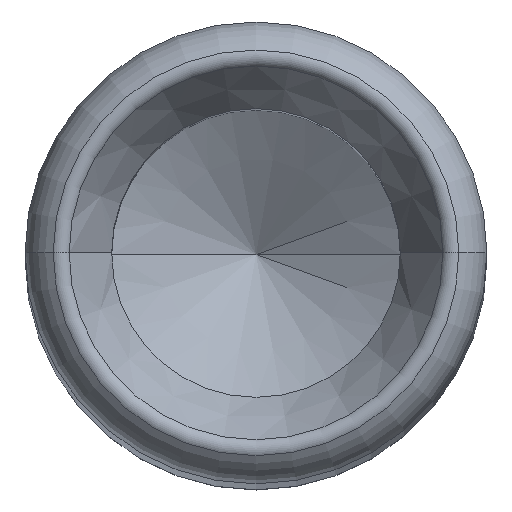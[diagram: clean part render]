
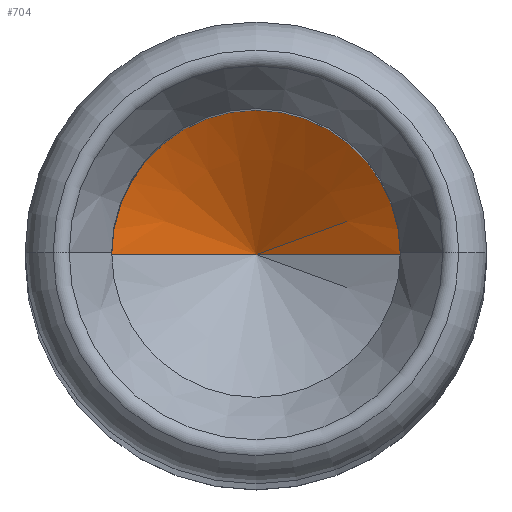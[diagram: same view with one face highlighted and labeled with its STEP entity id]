
A CAD part, top view. The second image highlights one B-rep face of the part: STEP entity #704.
In plain terms, the highlighted conical face has half-angle 59 degrees and reference radius 6.25 mm.
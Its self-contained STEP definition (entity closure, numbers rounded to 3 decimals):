
#3 = CIRCLE ( 'NONE', #7, 6.25 ) ;
#7 = AXIS2_PLACEMENT_3D ( 'NONE', #53, #440, #546 ) ;
#11 = VERTEX_POINT ( 'NONE', #601 ) ;
#27 = CARTESIAN_POINT ( 'NONE',  ( 6.25, 0., 120. ) ) ;
#36 = CONICAL_SURFACE ( 'NONE', #224, 6.25, 1.03 ) ;
#53 = CARTESIAN_POINT ( 'NONE',  ( 0., 0., 120. ) ) ;
#56 = EDGE_CURVE ( 'NONE', #639, #510, #575, .T. ) ;
#80 = ORIENTED_EDGE ( 'NONE', *, *, #56, .T. ) ;
#99 = CARTESIAN_POINT ( 'NONE',  ( 0., 0., 120. ) ) ;
#137 = DIRECTION ( 'NONE',  ( 0.857, 0., 0.515 ) ) ;
#223 = EDGE_CURVE ( 'NONE', #639, #11, #291, .T. ) ;
#224 = AXIS2_PLACEMENT_3D ( 'NONE', #99, #661, #702 ) ;
#235 = CARTESIAN_POINT ( 'NONE',  ( 6.25, 0., 120. ) ) ;
#250 = ORIENTED_EDGE ( 'NONE', *, *, #223, .F. ) ;
#264 = VECTOR ( 'NONE', #137, 1000. ) ;
#291 = LINE ( 'NONE', #384, #413 ) ;
#361 = FACE_OUTER_BOUND ( 'NONE', #446, .T. ) ;
#384 = CARTESIAN_POINT ( 'NONE',  ( -6.25, 0., 120. ) ) ;
#387 = DIRECTION ( 'NONE',  ( -0.857, 0., 0.515 ) ) ;
#412 = ORIENTED_EDGE ( 'NONE', *, *, #646, .T. ) ;
#413 = VECTOR ( 'NONE', #387, 1000. ) ;
#440 = DIRECTION ( 'NONE',  ( 0., 0., 1. ) ) ;
#446 = EDGE_LOOP ( 'NONE', ( #250, #80, #412 ) ) ;
#510 = VERTEX_POINT ( 'NONE', #235 ) ;
#546 = DIRECTION ( 'NONE',  ( 1., 0., 0. ) ) ;
#575 = LINE ( 'NONE', #27, #264 ) ;
#601 = CARTESIAN_POINT ( 'NONE',  ( -6.25, 0., 120. ) ) ;
#639 = VERTEX_POINT ( 'NONE', #722 ) ;
#646 = EDGE_CURVE ( 'NONE', #510, #11, #3, .T. ) ;
#661 = DIRECTION ( 'NONE',  ( 0., 0., 1. ) ) ;
#702 = DIRECTION ( 'NONE',  ( 1., 0., 0. ) ) ;
#704 = ADVANCED_FACE ( 'NONE', ( #361 ), #36, .F. ) ;
#722 = CARTESIAN_POINT ( 'NONE',  ( 0., 0., 116.245 ) ) ;
